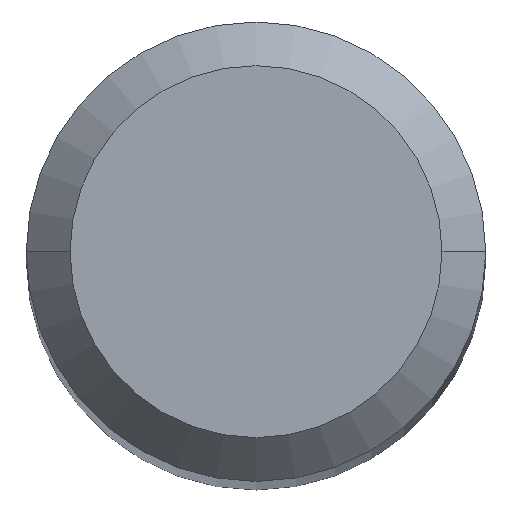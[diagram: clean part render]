
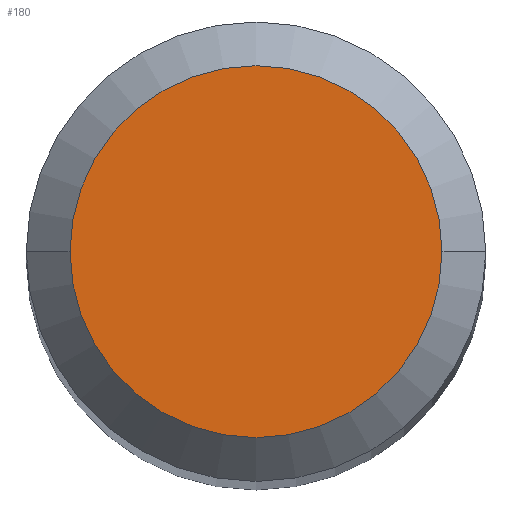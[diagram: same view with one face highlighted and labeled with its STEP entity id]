
A CAD part, top view. The second image highlights one B-rep face of the part: STEP entity #180.
In plain terms, the highlighted planar face has unit normal (0, 0, 1).
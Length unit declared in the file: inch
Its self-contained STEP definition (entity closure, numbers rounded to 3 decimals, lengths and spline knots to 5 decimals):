
#3 = FACE_OUTER_BOUND ( 'NONE', #168, .T. ) ;
#5 = CARTESIAN_POINT ( 'NONE',  ( 0., 0., 1.9685 ) ) ;
#6 = EDGE_CURVE ( 'NONE', #202, #170, #166, .T. ) ;
#10 = AXIS2_PLACEMENT_3D ( 'NONE', #179, #23, #195 ) ;
#19 = CARTESIAN_POINT ( 'NONE',  ( 0.06374, 0., 1.9685 ) ) ;
#23 = DIRECTION ( 'NONE',  ( 0., 0., 1. ) ) ;
#40 = AXIS2_PLACEMENT_3D ( 'NONE', #5, #204, #186 ) ;
#47 = CARTESIAN_POINT ( 'NONE',  ( 0., 0., 1.9685 ) ) ;
#54 = CARTESIAN_POINT ( 'NONE',  ( -0.06374, 0., 1.9685 ) ) ;
#57 = ORIENTED_EDGE ( 'NONE', *, *, #95, .T. ) ;
#95 = EDGE_CURVE ( 'NONE', #170, #202, #100, .T. ) ;
#100 = CIRCLE ( 'NONE', #142, 0.06374 ) ;
#109 = DIRECTION ( 'NONE',  ( 0., 0., 1. ) ) ;
#137 = PLANE ( 'NONE',  #10 ) ;
#142 = AXIS2_PLACEMENT_3D ( 'NONE', #47, #109, #211 ) ;
#166 = CIRCLE ( 'NONE', #40, 0.06374 ) ;
#168 = EDGE_LOOP ( 'NONE', ( #57, #185 ) ) ;
#170 = VERTEX_POINT ( 'NONE', #54 ) ;
#179 = CARTESIAN_POINT ( 'NONE',  ( 0., 0., 1.9685 ) ) ;
#180 = ADVANCED_FACE ( 'NONE', ( #3 ), #137, .T. ) ;
#185 = ORIENTED_EDGE ( 'NONE', *, *, #6, .T. ) ;
#186 = DIRECTION ( 'NONE',  ( 1., 0., 0. ) ) ;
#195 = DIRECTION ( 'NONE',  ( 1., 0., 0. ) ) ;
#202 = VERTEX_POINT ( 'NONE', #19 ) ;
#204 = DIRECTION ( 'NONE',  ( 0., 0., 1. ) ) ;
#211 = DIRECTION ( 'NONE',  ( 1., 0., 0. ) ) ;
